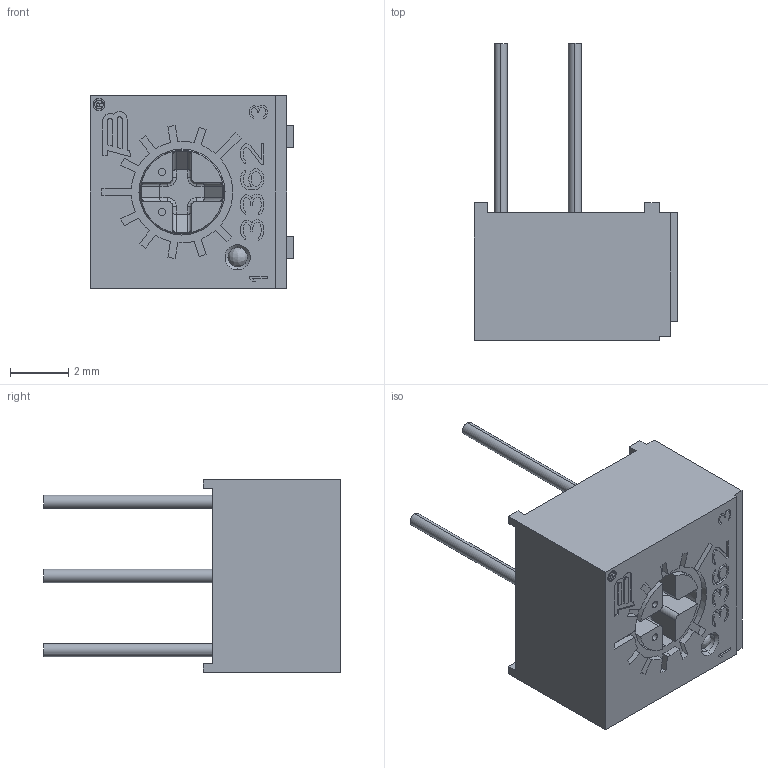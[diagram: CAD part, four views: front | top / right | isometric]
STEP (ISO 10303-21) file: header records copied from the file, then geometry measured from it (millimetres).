
FILE_DESCRIPTION (( 'STEP AP203' ), '1' );
FILE_NAME ('Resistor - Timpot 3362A_TAA.STEP', '2017-01-23T08:51:32', ( 'User' ), ( 'Hewlett-Packard Company' ), 'SwSTEP 2.0', 'SolidWorks 2006303', '' );
FILE_SCHEMA (( 'CONFIG_CONTROL_DESIGN' ));
Length unit declared in the file: inch
Products named in the file (1): Resistor - Timpot 3362A_TAA
Bounding box: 6.99 x 10.16 x 6.6 mm (x, y, z)
Volume: 190.1 mm3; surface area: 291.6 mm2
Topology: 1 solids, 1 shells, 507 faces, 1419 edges, 936 vertices
Faces by surface type: plane 408, cylinder 75, bspline 19, cone 5
Entity records: 16583 total; most frequent: CARTESIAN_POINT 3589, ORIENTED_EDGE 2838, DIRECTION 2452, EDGE_CURVE 1419, LINE 1166, VECTOR 1166, VERTEX_POINT 936, AXIS2_PLACEMENT_3D 643
